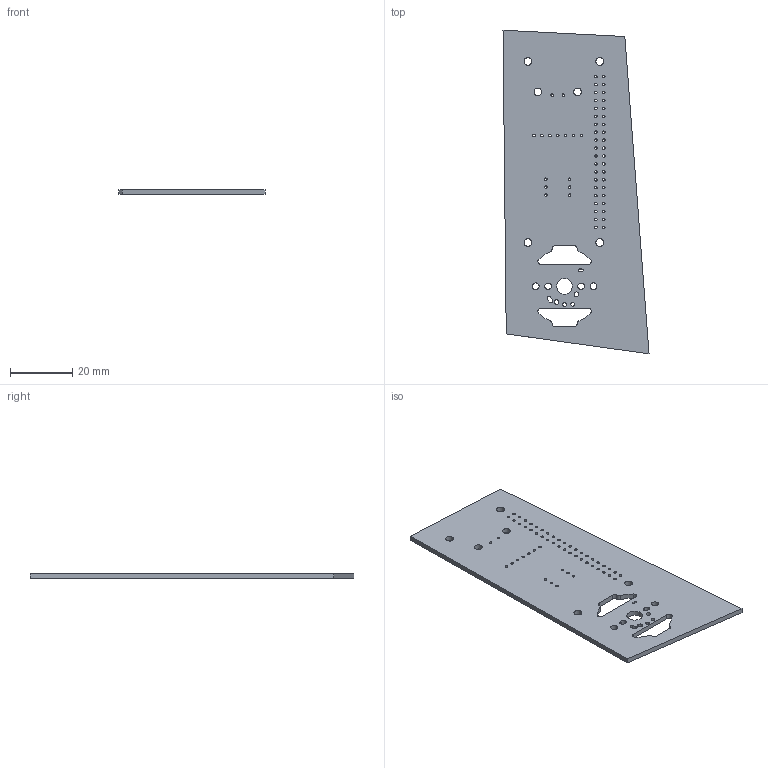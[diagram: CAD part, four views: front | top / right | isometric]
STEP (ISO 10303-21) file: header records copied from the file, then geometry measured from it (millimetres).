
FILE_DESCRIPTION(('KiCad electronic assembly'),'2;1');
FILE_NAME('ChatterBox.step','2024-06-22T14:01:47',('Pcbnew'),('Kicad'), 'Open CASCADE STEP processor 7.8','KiCad to STEP converter','Unknown' );
FILE_SCHEMA(('AUTOMOTIVE_DESIGN { 1 0 10303 214 1 1 1 1 }'));
Length unit declared in the file: millimetre
Products named in the file (2): ChatterBox 1; _autosave-ChatterBox_PCB
Assembly tree (1 placements, depth 2):
  ChatterBox 1
    _autosave-ChatterBox_PCB
Bounding box: 46.75 x 103.59 x 1.6 mm (x, y, z)
Volume: 6306.9 mm3; surface area: 8874 mm2
Topology: 1 solids, 1 shells, 110 faces, 324 edges, 216 vertices
Faces by surface type: cylinder 92, plane 18
Full cylindrical faces by diameter (mm): 0.8 x55, 1.2 x2, 1.5 x2, 2.2 x2, 2.5 x6, 5 x1
Entity records: 4105 total; most frequent: DIRECTION 732, CARTESIAN_POINT 652, ORIENTED_EDGE 648, EDGE_CURVE 324, AXIS2_PLACEMENT_3D 296, FACE_BOUND 258, EDGE_LOOP 258, VERTEX_POINT 216
